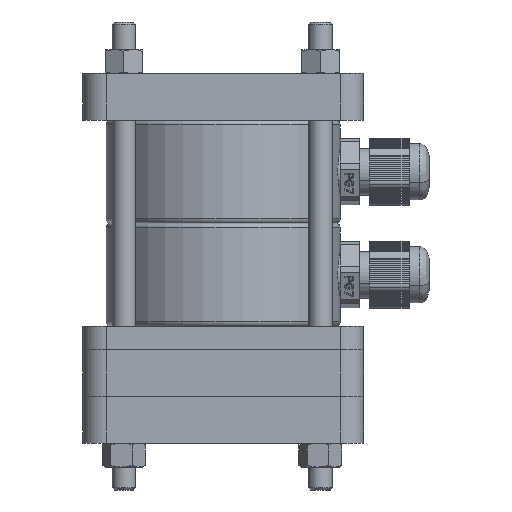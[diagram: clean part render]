
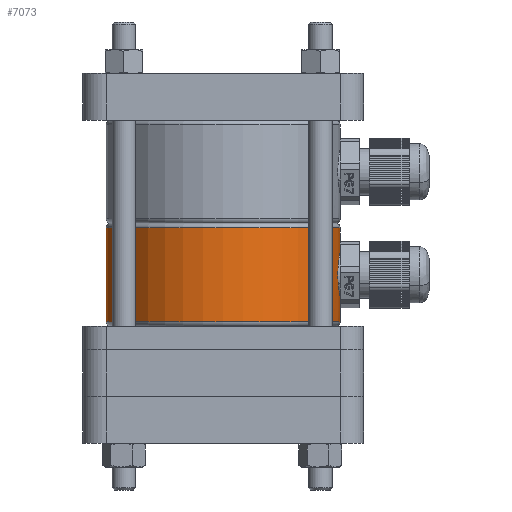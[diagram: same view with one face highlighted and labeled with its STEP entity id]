
A CAD part, front view. The second image highlights one B-rep face of the part: STEP entity #7073.
In plain terms, the highlighted cylindrical face has radius 25 mm (diameter 50 mm), a partial arc.
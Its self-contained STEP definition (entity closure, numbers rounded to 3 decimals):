
#66 = CARTESIAN_POINT ( 'NONE',  ( -25., 0., 22. ) ) ;
#240 = CARTESIAN_POINT ( 'NONE',  ( -24.782, -3.303, 7.232 ) ) ;
#344 = CARTESIAN_POINT ( 'NONE',  ( -24.595, -4.485, 8.784 ) ) ;
#374 = DIRECTION ( 'NONE',  ( 0., 0., -1. ) ) ;
#451 = CARTESIAN_POINT ( 'NONE',  ( -24.903, -2.22, 15.492 ) ) ;
#569 = CARTESIAN_POINT ( 'NONE',  ( -24.637, -4.247, 8.356 ) ) ;
#920 = CIRCLE ( 'NONE', #4460, 25. ) ;
#1090 = VERTEX_POINT ( 'NONE', #7529 ) ;
#1345 = ORIENTED_EDGE ( 'NONE', *, *, #5369, .T. ) ;
#1718 = CARTESIAN_POINT ( 'NONE',  ( 25., 0., 22. ) ) ;
#1902 = CARTESIAN_POINT ( 'NONE',  ( -24.683, -3.973, 14.053 ) ) ;
#2027 = CARTESIAN_POINT ( 'NONE',  ( -25., 0., 6. ) ) ;
#2228 = CARTESIAN_POINT ( 'NONE',  ( -24.593, -4.493, 13.217 ) ) ;
#2341 = CARTESIAN_POINT ( 'NONE',  ( -24.502, -4.968, 11.654 ) ) ;
#2681 = AXIS2_PLACEMENT_3D ( 'NONE', #14699, #3016, #11368 ) ;
#3016 = DIRECTION ( 'NONE',  ( 0., 0., 1. ) ) ;
#3029 = CIRCLE ( 'NONE', #2681, 25. ) ;
#3047 = ORIENTED_EDGE ( 'NONE', *, *, #3708, .T. ) ;
#3687 = CARTESIAN_POINT ( 'NONE',  ( -24.495, -5., 10.675 ) ) ;
#3708 = EDGE_CURVE ( 'NONE', #16471, #15421, #12391, .T. ) ;
#3804 = CARTESIAN_POINT ( 'NONE',  ( -24.546, -4.745, 9.389 ) ) ;
#3904 = CARTESIAN_POINT ( 'NONE',  ( -24.781, -3.306, 14.765 ) ) ;
#4362 = CARTESIAN_POINT ( 'NONE',  ( -25., 0., 16. ) ) ;
#4460 = AXIS2_PLACEMENT_3D ( 'NONE', #4632, #10079, #19861 ) ;
#4574 = LINE ( 'NONE', #9807, #21479 ) ;
#4632 = CARTESIAN_POINT ( 'NONE',  ( 0., 0., 21. ) ) ;
#4970 = LINE ( 'NONE', #66, #11942 ) ;
#5369 = EDGE_CURVE ( 'NONE', #1090, #17030, #920, .T. ) ;
#5465 = EDGE_CURVE ( 'NONE', #17030, #16471, #4970, .T. ) ;
#5569 = CARTESIAN_POINT ( 'NONE',  ( -24.95, -1.615, 15.743 ) ) ;
#5672 = CARTESIAN_POINT ( 'NONE',  ( -24.95, -1.613, 6.256 ) ) ;
#5830 = DIRECTION ( 'NONE',  ( -1., 0., 0. ) ) ;
#5944 = DIRECTION ( 'NONE',  ( 0., 0., -1. ) ) ;
#6123 = DIRECTION ( 'NONE',  ( 0., 0., -1. ) ) ;
#7027 = CARTESIAN_POINT ( 'NONE',  ( -24.581, -4.556, 8.934 ) ) ;
#7073 = ADVANCED_FACE ( 'NONE', ( #20954 ), #21286, .T. ) ;
#7233 = CARTESIAN_POINT ( 'NONE',  ( -25., -0.331, 16. ) ) ;
#7351 = CARTESIAN_POINT ( 'NONE',  ( -24.903, -2.218, 6.507 ) ) ;
#7529 = CARTESIAN_POINT ( 'NONE',  ( 25., 0., 21. ) ) ;
#7990 = CARTESIAN_POINT ( 'NONE',  ( -25., 0., 1. ) ) ;
#8110 = ORIENTED_EDGE ( 'NONE', *, *, #5465, .T. ) ;
#8196 = DIRECTION ( 'NONE',  ( 0., 0., -1. ) ) ;
#8683 = CARTESIAN_POINT ( 'NONE',  ( -24.502, -4.967, 10.343 ) ) ;
#9018 = CARTESIAN_POINT ( 'NONE',  ( -24.815, -3.051, 7.026 ) ) ;
#9019 = EDGE_CURVE ( 'NONE', #1090, #9460, #17051, .T. ) ;
#9143 = CARTESIAN_POINT ( 'NONE',  ( -25., 0., 6. ) ) ;
#9460 = VERTEX_POINT ( 'NONE', #17685 ) ;
#9807 = CARTESIAN_POINT ( 'NONE',  ( -25., 0., 22. ) ) ;
#10079 = DIRECTION ( 'NONE',  ( 0., 0., -1. ) ) ;
#10361 = CARTESIAN_POINT ( 'NONE',  ( -24.968, -1.297, 15.84 ) ) ;
#10472 = CARTESIAN_POINT ( 'NONE',  ( -24.716, -3.768, 7.697 ) ) ;
#10692 = CARTESIAN_POINT ( 'NONE',  ( -24.875, -2.507, 15.338 ) ) ;
#11368 = DIRECTION ( 'NONE',  ( 1., 0., 0. ) ) ;
#11769 = EDGE_LOOP ( 'NONE', ( #18692, #1345, #8110, #3047, #20040, #12165 ) ) ;
#11942 = VECTOR ( 'NONE', #8196, 1000. ) ;
#12147 = CARTESIAN_POINT ( 'NONE',  ( -24.622, -4.33, 8.495 ) ) ;
#12165 = ORIENTED_EDGE ( 'NONE', *, *, #21401, .T. ) ;
#12391 = B_SPLINE_CURVE_WITH_KNOTS ( 'NONE', 3,
 ( #15792, #7233, #18906, #10361, #5569, #451, #10692, #20899, #3904, #19128, #1902, #17460, #2228, #18801, #20682, #2341, #19022, #3687, #8683, #17250, #3804, #7027, #344, #12147, #569, #14019, #10472, #240, #9018, #20797, #7351, #5672, #14133, #12467, #13812, #2027 ),
 .UNSPECIFIED., .F., .F.,
 ( 4, 2, 2, 2, 2, 2, 2, 2, 2, 2, 2, 2, 2, 2, 2, 2, 2, 4 ),
 ( 0., 0.001, 0.002, 0.003, 0.004, 0.005, 0.006, 0.007, 0.008, 0.009, 0.01, 0.01, 0.011, 0.012, 0.013, 0.014, 0.015, 0.016 ),
 .UNSPECIFIED. ) ;
#12467 = CARTESIAN_POINT ( 'NONE',  ( -24.993, -0.659, 6.033 ) ) ;
#13812 = CARTESIAN_POINT ( 'NONE',  ( -25., -0.327, 6. ) ) ;
#14019 = CARTESIAN_POINT ( 'NONE',  ( -24.683, -3.975, 7.95 ) ) ;
#14111 = VECTOR ( 'NONE', #374, 1000. ) ;
#14133 = CARTESIAN_POINT ( 'NONE',  ( -24.968, -1.301, 6.161 ) ) ;
#14405 = CARTESIAN_POINT ( 'NONE',  ( 0., 0., 22. ) ) ;
#14699 = CARTESIAN_POINT ( 'NONE',  ( 0., 0., 1. ) ) ;
#14776 = AXIS2_PLACEMENT_3D ( 'NONE', #14405, #5944, #5830 ) ;
#15421 = VERTEX_POINT ( 'NONE', #9143 ) ;
#15672 = CARTESIAN_POINT ( 'NONE',  ( -25., 0., 21. ) ) ;
#15792 = CARTESIAN_POINT ( 'NONE',  ( -25., 0., 16. ) ) ;
#16471 = VERTEX_POINT ( 'NONE', #4362 ) ;
#17030 = VERTEX_POINT ( 'NONE', #15672 ) ;
#17051 = LINE ( 'NONE', #1718, #14111 ) ;
#17092 = VERTEX_POINT ( 'NONE', #7990 ) ;
#17250 = CARTESIAN_POINT ( 'NONE',  ( -24.527, -4.839, 9.701 ) ) ;
#17460 = CARTESIAN_POINT ( 'NONE',  ( -24.621, -4.339, 13.507 ) ) ;
#17685 = CARTESIAN_POINT ( 'NONE',  ( 25., 0., 1. ) ) ;
#18692 = ORIENTED_EDGE ( 'NONE', *, *, #9019, .F. ) ;
#18801 = CARTESIAN_POINT ( 'NONE',  ( -24.546, -4.743, 12.616 ) ) ;
#18906 = CARTESIAN_POINT ( 'NONE',  ( -24.993, -0.657, 15.967 ) ) ;
#19022 = CARTESIAN_POINT ( 'NONE',  ( -24.495, -5., 11.329 ) ) ;
#19128 = CARTESIAN_POINT ( 'NONE',  ( -24.716, -3.766, 14.305 ) ) ;
#19861 = DIRECTION ( 'NONE',  ( 1., 0., 0. ) ) ;
#20040 = ORIENTED_EDGE ( 'NONE', *, *, #21334, .T. ) ;
#20682 = CARTESIAN_POINT ( 'NONE',  ( -24.527, -4.839, 12.3 ) ) ;
#20797 = CARTESIAN_POINT ( 'NONE',  ( -24.875, -2.51, 6.664 ) ) ;
#20899 = CARTESIAN_POINT ( 'NONE',  ( -24.815, -3.05, 14.975 ) ) ;
#20954 = FACE_OUTER_BOUND ( 'NONE', #11769, .T. ) ;
#21286 = CYLINDRICAL_SURFACE ( 'NONE', #14776, 25. ) ;
#21334 = EDGE_CURVE ( 'NONE', #15421, #17092, #4574, .T. ) ;
#21401 = EDGE_CURVE ( 'NONE', #17092, #9460, #3029, .T. ) ;
#21479 = VECTOR ( 'NONE', #6123, 1000. ) ;
